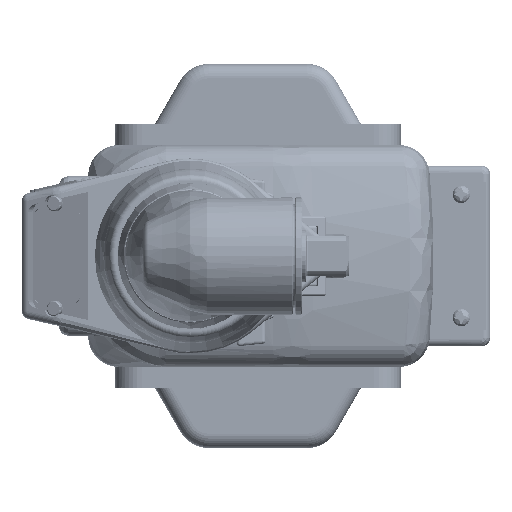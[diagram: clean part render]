
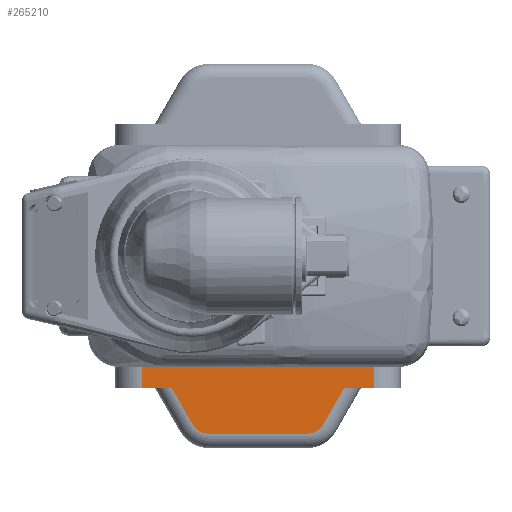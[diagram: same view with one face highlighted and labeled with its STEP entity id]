
A CAD part, left-side view. The second image highlights one B-rep face of the part: STEP entity #265210.
In plain terms, the highlighted planar face has unit normal (-1, 0, 0).
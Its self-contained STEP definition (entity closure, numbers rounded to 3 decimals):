
#216125=DIRECTION('',(0.,1.,0.));
#216126=VECTOR('',#216125,56.5);
#216127=CARTESIAN_POINT('',(348.65,-44.7,-26.75));
#216128=LINE('',#216127,#216126);
#216151=DIRECTION('',(0.,0.,1.));
#216152=VECTOR('',#216151,5.5);
#216153=CARTESIAN_POINT('',(348.65,11.8,-32.25));
#216154=LINE('',#216153,#216152);
#216159=DIRECTION('',(0.,-0.5,0.866));
#216160=VECTOR('',#216159,10.104);
#216161=CARTESIAN_POINT('',(348.65,-32.357,-41.));
#216162=LINE('',#216161,#216160);
#216163=CARTESIAN_POINT('',(348.65,-28.46,-38.75));
#216164=DIRECTION('',(-1.,0.,0.));
#216165=DIRECTION('',(0.,0.,-1.));
#216166=AXIS2_PLACEMENT_3D('',#216163,#216164,#216165);
#216168=DIRECTION('',(0.,-1.,0.));
#216169=VECTOR('',#216168,24.019);
#216170=CARTESIAN_POINT('',(348.65,-4.44,-43.25));
#216171=LINE('',#216170,#216169);
#216172=CARTESIAN_POINT('',(348.65,-4.44,-38.75));
#216173=DIRECTION('',(-1.,0.,0.));
#216174=DIRECTION('',(0.,0.866,-0.5));
#216175=AXIS2_PLACEMENT_3D('',#216172,#216173,#216174);
#216177=DIRECTION('',(0.,-0.5,-0.866));
#216178=VECTOR('',#216177,10.104);
#216179=CARTESIAN_POINT('',(348.65,4.509,-32.25));
#216180=LINE('',#216179,#216178);
#216185=DIRECTION('',(0.,0.,1.));
#216186=VECTOR('',#216185,5.5);
#216187=CARTESIAN_POINT('',(348.65,-44.7,-32.25));
#216188=LINE('',#216187,#216186);
#216224=DIRECTION('',(0.,-1.,0.));
#216225=VECTOR('',#216224,7.291);
#216226=CARTESIAN_POINT('',(348.65,11.8,-32.25));
#216227=LINE('',#216226,#216225);
#216406=DIRECTION('',(0.,-1.,0.));
#216407=VECTOR('',#216406,7.291);
#216408=CARTESIAN_POINT('',(348.65,-37.409,-32.25));
#216409=LINE('',#216408,#216407);
#254909=CARTESIAN_POINT('',(348.65,11.8,-32.25));
#254911=VERTEX_POINT('',#254909);
#254914=CARTESIAN_POINT('',(348.65,-44.7,-32.25));
#254916=VERTEX_POINT('',#254914);
#254961=CARTESIAN_POINT('',(348.65,-32.357,-41.));
#254962=CARTESIAN_POINT('',(348.65,-37.409,-32.25));
#254963=VERTEX_POINT('',#254961);
#254964=VERTEX_POINT('',#254962);
#254965=CARTESIAN_POINT('',(348.65,-28.46,-43.25));
#254966=VERTEX_POINT('',#254965);
#254969=CARTESIAN_POINT('',(348.65,-4.44,-43.25));
#254970=VERTEX_POINT('',#254969);
#254973=CARTESIAN_POINT('',(348.65,-0.543,-41.));
#254974=VERTEX_POINT('',#254973);
#254977=CARTESIAN_POINT('',(348.65,4.509,-32.25));
#254978=VERTEX_POINT('',#254977);
#255266=CARTESIAN_POINT('',(348.65,-44.7,-26.75));
#255267=CARTESIAN_POINT('',(348.65,11.8,-26.75));
#255268=VERTEX_POINT('',#255266);
#255269=VERTEX_POINT('',#255267);
#265185=CARTESIAN_POINT('',(348.65,-51.2,-26.75));
#265186=DIRECTION('',(-1.,0.,0.));
#265187=DIRECTION('',(0.,1.,0.));
#265188=AXIS2_PLACEMENT_3D('',#265185,#265186,#265187);
#265189=PLANE('',#265188);
#265190=ORIENTED_EDGE('',*,*,#265132,.F.);
#265192=ORIENTED_EDGE('',*,*,#265191,.F.);
#265194=ORIENTED_EDGE('',*,*,#265193,.F.);
#265196=ORIENTED_EDGE('',*,*,#265195,.F.);
#265198=ORIENTED_EDGE('',*,*,#265197,.F.);
#265200=ORIENTED_EDGE('',*,*,#265199,.F.);
#265202=ORIENTED_EDGE('',*,*,#265201,.F.);
#265204=ORIENTED_EDGE('',*,*,#265203,.F.);
#265206=ORIENTED_EDGE('',*,*,#265205,.F.);
#265207=ORIENTED_EDGE('',*,*,#265176,.T.);
#265208=EDGE_LOOP('',(#265190,#265192,#265194,#265196,#265198,#265200,#265202,
#265204,#265206,#265207));
#265209=FACE_OUTER_BOUND('',#265208,.F.);
#265210=ADVANCED_FACE('',(#265209),#265189,.T.);
#216167=CIRCLE('',#216166,4.5);
#216176=CIRCLE('',#216175,4.5);
#265132=EDGE_CURVE('',#255268,#255269,#216128,.T.);
#265176=EDGE_CURVE('',#254911,#255269,#216154,.T.);
#265191=EDGE_CURVE('',#254916,#255268,#216188,.T.);
#265193=EDGE_CURVE('',#254964,#254916,#216409,.T.);
#265195=EDGE_CURVE('',#254963,#254964,#216162,.T.);
#265197=EDGE_CURVE('',#254966,#254963,#216167,.T.);
#265199=EDGE_CURVE('',#254970,#254966,#216171,.T.);
#265201=EDGE_CURVE('',#254974,#254970,#216176,.T.);
#265203=EDGE_CURVE('',#254978,#254974,#216180,.T.);
#265205=EDGE_CURVE('',#254911,#254978,#216227,.T.);
